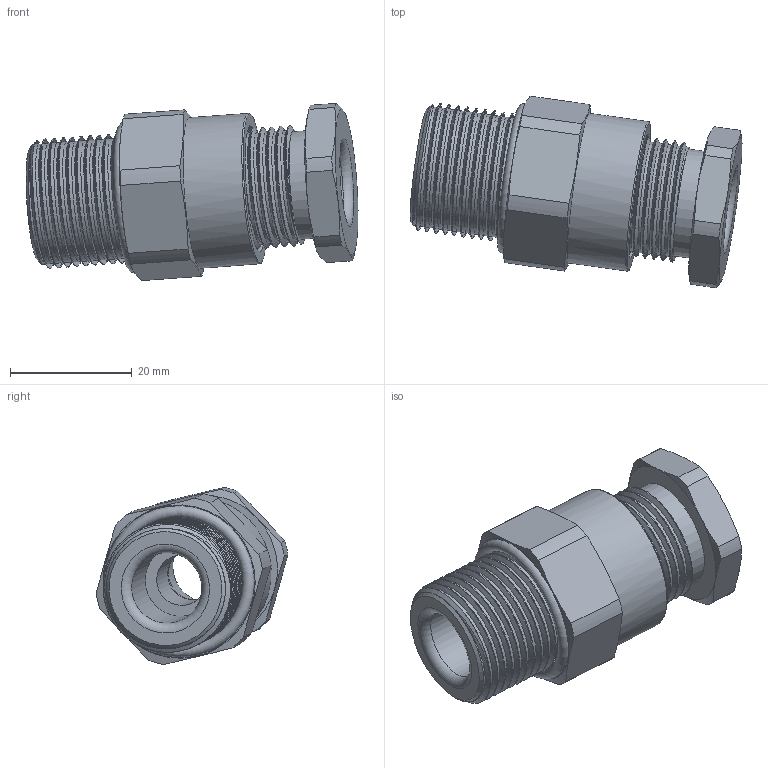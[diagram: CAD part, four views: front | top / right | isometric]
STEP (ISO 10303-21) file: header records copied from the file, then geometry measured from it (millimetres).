
FILE_DESCRIPTION(/* description */ ('A2LBF Metrisch Größe 16, M20x1,5'),/* implementation_level */ '2;1');
FILE_NAME(/* name */ '77051120-RST.stp',/* time_stamp */ '2022-10-24T10:35:14+02:00',/* author */ ('sl'),/* organization */ (''),/* preprocessor_version */ 'ST-DEVELOPER v16.5',/* originating_system */ 'Autodesk Inventor 2017',/* authorisation */ '');
FILE_SCHEMA (('AUTOMOTIVE_DESIGN { 1 0 10303 214 3 1 1 }'));
Length unit declared in the file: millimetre
Products named in the file (6): 77051120; 77051120_1; 77051120_2; 77051120_3; 77051120_4; 77051120_5
Assembly tree (5 placements, depth 2):
  77051120
    77051120_1
    77051120_2
    77051120_3
    77051120_4
    77051120_5
Bounding box: 54.56 x 31.52 x 29.13 mm (x, y, z)
Volume: 15747.8 mm3; surface area: 12796.5 mm2
Topology: 5 solids, 5 shells, 87 faces, 199 edges, 125 vertices
Faces by surface type: cylinder 28, plane 25, cone 22, bspline 6, torus 6
Full cylindrical faces by diameter (mm): 8.3 x1, 8.6 x1, 11.66 x1, 11.78 x1, 17.76 x1, 17.79 x1, 18.1 x1, 18.14 x1, 19.748 x1, 24.84 x1
Entity records: 7060 total; most frequent: CARTESIAN_POINT 5142, DIRECTION 378, ORIENTED_EDGE 338, AXIS2_PLACEMENT_3D 177, EDGE_CURVE 169, EDGE_LOOP 124, VERTEX_POINT 119, FACE_OUTER_BOUND 87
